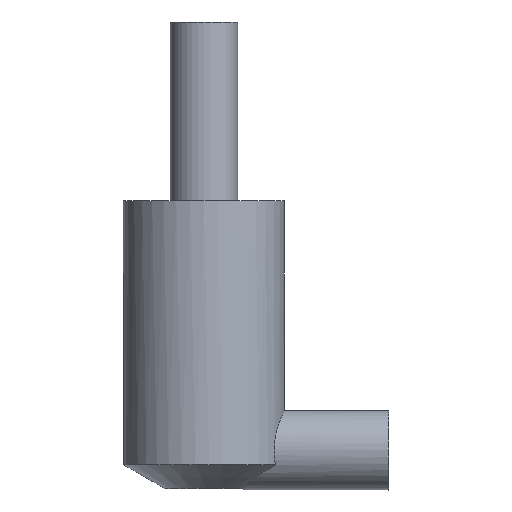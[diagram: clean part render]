
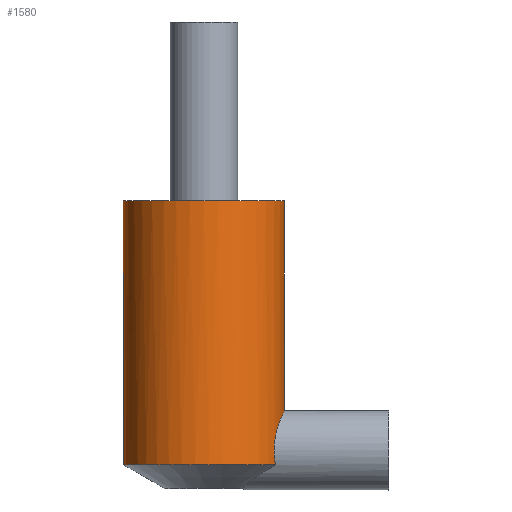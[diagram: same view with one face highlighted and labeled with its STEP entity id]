
A CAD part, top view. The second image highlights one B-rep face of the part: STEP entity #1580.
In plain terms, the highlighted cylindrical face has radius 10 mm (diameter 20 mm), a full revolution.
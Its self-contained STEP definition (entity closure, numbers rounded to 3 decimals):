
#181=FACE_OUTER_BOUND('',#288,.T.);
#288=EDGE_LOOP('',(#1431,#1432,#1433,#1434,#1435,#1436,#1437));
#339=CIRCLE('',#1741,10.);
#350=CIRCLE('',#1762,10.);
#448=B_SPLINE_CURVE_WITH_KNOTS('',3,(#5938,#5939,#5940,#5941),
 .UNSPECIFIED.,.F.,.F.,(4,4),(1.515,1.696),
 .UNSPECIFIED.);
#451=B_SPLINE_CURVE_WITH_KNOTS('',3,(#5968,#5969,#5970,#5971,#5972,#5973,
#5974,#5975,#5976,#5977,#5978,#5979,#5980),.UNSPECIFIED.,.F.,.F.,(4,3,2,
2,2,4),(-0.181,0.,0.19,0.379,0.568,
0.758),.UNSPECIFIED.);
#452=B_SPLINE_CURVE_WITH_KNOTS('',3,(#5981,#5982,#5983,#5984,#5985,#5986,
#5987,#5988,#5989,#5990),.UNSPECIFIED.,.F.,.F.,(4,2,2,2,4),(0.758,
0.947,1.136,1.325,1.515),
 .UNSPECIFIED.);
#517=LINE('',#5994,#582);
#582=VECTOR('',#2142,10.);
#722=VERTEX_POINT('',#5862);
#735=VERTEX_POINT('',#5935);
#736=VERTEX_POINT('',#5937);
#737=VERTEX_POINT('',#5954);
#738=VERTEX_POINT('',#5967);
#946=EDGE_CURVE('',#722,#722,#339,.T.);
#965=EDGE_CURVE('',#735,#736,#448,.T.);
#968=EDGE_CURVE('',#737,#738,#451,.T.);
#969=EDGE_CURVE('',#738,#735,#452,.T.);
#970=EDGE_CURVE('',#737,#736,#350,.T.);
#971=EDGE_CURVE('',#722,#738,#517,.T.);
#1431=ORIENTED_EDGE('',*,*,#946,.F.);
#1432=ORIENTED_EDGE('',*,*,#971,.T.);
#1433=ORIENTED_EDGE('',*,*,#968,.F.);
#1434=ORIENTED_EDGE('',*,*,#970,.T.);
#1435=ORIENTED_EDGE('',*,*,#965,.F.);
#1436=ORIENTED_EDGE('',*,*,#969,.F.);
#1437=ORIENTED_EDGE('',*,*,#971,.F.);
#1489=CYLINDRICAL_SURFACE('',#1763,10.);
#1580=ADVANCED_FACE('',(#181),#1489,.T.);
#1741=AXIS2_PLACEMENT_3D('',#5863,#2091,#2092);
#1762=AXIS2_PLACEMENT_3D('',#5992,#2138,#2139);
#1763=AXIS2_PLACEMENT_3D('',#5993,#2140,#2141);
#2091=DIRECTION('center_axis',(0.,1.,0.));
#2092=DIRECTION('ref_axis',(1.,0.,0.));
#2138=DIRECTION('center_axis',(0.,1.,0.));
#2139=DIRECTION('ref_axis',(1.,0.,0.));
#2140=DIRECTION('center_axis',(0.,1.,0.));
#2141=DIRECTION('ref_axis',(-1.,0.,0.));
#2142=DIRECTION('',(0.,-1.,0.));
#5862=CARTESIAN_POINT('',(10.,35.,0.));
#5863=CARTESIAN_POINT('Origin',(0.,35.,0.));
#5935=CARTESIAN_POINT('',(8.7,4.,4.93));
#5937=CARTESIAN_POINT('',(8.889,2.177,4.581));
#5938=CARTESIAN_POINT('Ctrl Pts',(8.7,4.,4.93));
#5939=CARTESIAN_POINT('Ctrl Pts',(8.7,3.395,4.93));
#5940=CARTESIAN_POINT('Ctrl Pts',(8.77,2.761,4.813));
#5941=CARTESIAN_POINT('Ctrl Pts',(8.889,2.177,4.581));
#5954=CARTESIAN_POINT('',(8.889,2.177,-4.581));
#5967=CARTESIAN_POINT('',(10.,8.93,0.));
#5968=CARTESIAN_POINT('Ctrl Pts',(8.889,2.177,-4.581));
#5969=CARTESIAN_POINT('Ctrl Pts',(8.77,2.761,-4.813));
#5970=CARTESIAN_POINT('Ctrl Pts',(8.7,3.395,-4.93));
#5971=CARTESIAN_POINT('Ctrl Pts',(8.7,4.,-4.93));
#5972=CARTESIAN_POINT('Ctrl Pts',(8.7,4.632,-4.93));
#5973=CARTESIAN_POINT('Ctrl Pts',(8.777,5.297,-4.801));
#5974=CARTESIAN_POINT('Ctrl Pts',(9.035,6.507,-4.295));
#5975=CARTESIAN_POINT('Ctrl Pts',(9.212,7.054,-3.918));
#5976=CARTESIAN_POINT('Ctrl Pts',(9.533,7.917,-3.055));
#5977=CARTESIAN_POINT('Ctrl Pts',(9.7,8.295,-2.508));
#5978=CARTESIAN_POINT('Ctrl Pts',(9.935,8.802,-1.296));
#5979=CARTESIAN_POINT('Ctrl Pts',(10.,8.93,-0.63));
#5980=CARTESIAN_POINT('Ctrl Pts',(10.,8.93,0.));
#5981=CARTESIAN_POINT('Ctrl Pts',(10.,8.93,0.));
#5982=CARTESIAN_POINT('Ctrl Pts',(10.,8.93,0.63));
#5983=CARTESIAN_POINT('Ctrl Pts',(9.935,8.802,1.296));
#5984=CARTESIAN_POINT('Ctrl Pts',(9.7,8.295,2.508));
#5985=CARTESIAN_POINT('Ctrl Pts',(9.533,7.917,3.055));
#5986=CARTESIAN_POINT('Ctrl Pts',(9.212,7.054,3.918));
#5987=CARTESIAN_POINT('Ctrl Pts',(9.035,6.507,4.295));
#5988=CARTESIAN_POINT('Ctrl Pts',(8.777,5.297,4.801));
#5989=CARTESIAN_POINT('Ctrl Pts',(8.7,4.632,4.93));
#5990=CARTESIAN_POINT('Ctrl Pts',(8.7,4.,4.93));
#5992=CARTESIAN_POINT('Origin',(0.,2.177,0.));
#5993=CARTESIAN_POINT('Origin',(0.,18.589,0.));
#5994=CARTESIAN_POINT('',(10.,18.589,0.));
